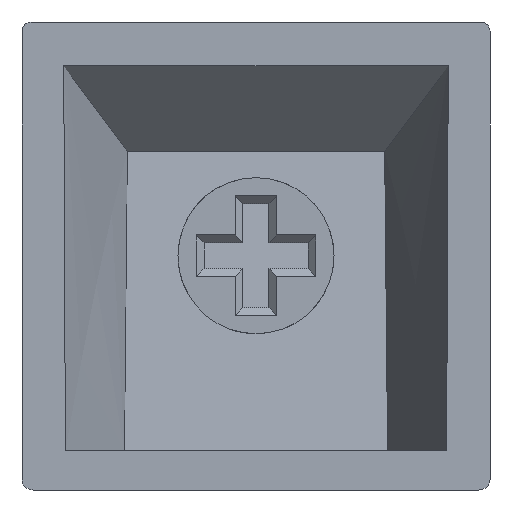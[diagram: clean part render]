
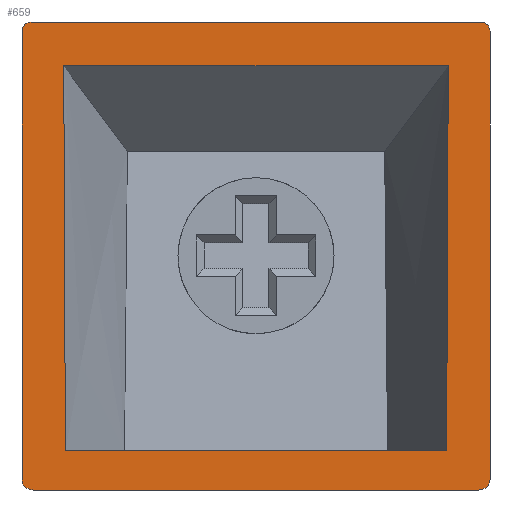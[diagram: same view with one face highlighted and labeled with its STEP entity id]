
A CAD part, front view. The second image highlights one B-rep face of the part: STEP entity #659.
In plain terms, the highlighted planar face has unit normal (0, -1, 0).
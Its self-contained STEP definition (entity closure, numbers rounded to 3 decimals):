
#659=ADVANCED_FACE('',(#660,#750),#794,.T.);
#660=FACE_BOUND('',#661,.T.);
#661=EDGE_LOOP('',(#662,#672,#686,#694,#708,#716,#730,#738));
#662=ORIENTED_EDGE('',*,*,#663,.T.);
#663=EDGE_CURVE('',#664,#666,#668,.F.);
#664=VERTEX_POINT('',#665);
#665=CARTESIAN_POINT('',(0.451,0.0,-18.0));
#666=VERTEX_POINT('',#667);
#667=CARTESIAN_POINT('',(17.549,0.0,-18.0));
#668=LINE('',#669,#670);
#669=CARTESIAN_POINT('',(0.0,0.0,-18.0));
#670=VECTOR('',#671,1.0);
#671=DIRECTION('',(-1.0,0.0,0.0));
#672=ORIENTED_EDGE('',*,*,#673,.T.);
#673=EDGE_CURVE('',#666,#674,#676,.T.);
#674=VERTEX_POINT('',#675);
#675=CARTESIAN_POINT('',(18.0,0.0,-17.6));
#676=B_SPLINE_CURVE_WITH_KNOTS('',2,(#677,#678,#679,#680,#681,#682,#683,#684,#685),.UNSPECIFIED.,.F.,.U.,(3,2,2,2,3),(0.0,0.25,0.5,0.75,1.0),.PIECEWISE_BEZIER_KNOTS.);
#677=CARTESIAN_POINT('',(17.549,0.0,-18.0));
#678=CARTESIAN_POINT('',(17.634,0.0,-18.0));
#679=CARTESIAN_POINT('',(17.714,0.0,-17.973));
#680=CARTESIAN_POINT('',(17.793,0.0,-17.946));
#681=CARTESIAN_POINT('',(17.858,0.0,-17.892));
#682=CARTESIAN_POINT('',(17.924,0.0,-17.838));
#683=CARTESIAN_POINT('',(17.962,0.0,-17.762));
#684=CARTESIAN_POINT('',(18.,0.0,-17.686));
#685=CARTESIAN_POINT('',(18.,0.0,-17.6));
#686=ORIENTED_EDGE('',*,*,#687,.T.);
#687=EDGE_CURVE('',#674,#688,#690,.F.);
#688=VERTEX_POINT('',#689);
#689=CARTESIAN_POINT('',(18.0,0.0,-0.379));
#690=LINE('',#691,#692);
#691=CARTESIAN_POINT('',(18.0,0.0,0.0));
#692=VECTOR('',#693,1.0);
#693=DIRECTION('',(0.0,0.0,-1.0));
#694=ORIENTED_EDGE('',*,*,#695,.T.);
#695=EDGE_CURVE('',#688,#696,#698,.T.);
#696=VERTEX_POINT('',#697);
#697=CARTESIAN_POINT('',(17.641,0.0,0.0));
#698=B_SPLINE_CURVE_WITH_KNOTS('',2,(#699,#700,#701,#702,#703,#704,#705,#706,#707),.UNSPECIFIED.,.F.,.U.,(3,2,2,2,3),(0.0,0.25,0.5,0.75,1.0),.PIECEWISE_BEZIER_KNOTS.);
#699=CARTESIAN_POINT('',(18.,0.0,-0.379));
#700=CARTESIAN_POINT('',(18.,0.0,-0.304));
#701=CARTESIAN_POINT('',(17.976,0.0,-0.235));
#702=CARTESIAN_POINT('',(17.952,0.0,-0.166));
#703=CARTESIAN_POINT('',(17.902,0.0,-0.111));
#704=CARTESIAN_POINT('',(17.854,0.0,-0.058));
#705=CARTESIAN_POINT('',(17.784,0.0,-0.028));
#706=CARTESIAN_POINT('',(17.718,0.0,0.));
#707=CARTESIAN_POINT('',(17.641,0.0,0.));
#708=ORIENTED_EDGE('',*,*,#709,.T.);
#709=EDGE_CURVE('',#696,#710,#712,.F.);
#710=VERTEX_POINT('',#711);
#711=CARTESIAN_POINT('',(0.359,0.0,0.0));
#712=LINE('',#713,#714);
#713=CARTESIAN_POINT('',(0.0,0.0,0.0));
#714=VECTOR('',#715,1.0);
#715=DIRECTION('',(1.0,0.0,0.0));
#716=ORIENTED_EDGE('',*,*,#717,.T.);
#717=EDGE_CURVE('',#710,#718,#720,.T.);
#718=VERTEX_POINT('',#719);
#719=CARTESIAN_POINT('',(0.0,0.0,-0.379));
#720=B_SPLINE_CURVE_WITH_KNOTS('',2,(#721,#722,#723,#724,#725,#726,#727,#728,#729),.UNSPECIFIED.,.F.,.U.,(3,2,2,2,3),(0.0,0.25,0.5,0.75,1.0),.PIECEWISE_BEZIER_KNOTS.);
#721=CARTESIAN_POINT('',(0.359,0.0,0.));
#722=CARTESIAN_POINT('',(0.284,0.0,0.));
#723=CARTESIAN_POINT('',(0.217,0.0,-0.028));
#724=CARTESIAN_POINT('',(0.15,0.0,-0.056));
#725=CARTESIAN_POINT('',(0.098,0.0,-0.111));
#726=CARTESIAN_POINT('',(0.05,0.0,-0.163));
#727=CARTESIAN_POINT('',(0.024,0.0,-0.235));
#728=CARTESIAN_POINT('',(0.,0.0,-0.302));
#729=CARTESIAN_POINT('',(0.,0.0,-0.379));
#730=ORIENTED_EDGE('',*,*,#731,.T.);
#731=EDGE_CURVE('',#718,#732,#734,.F.);
#732=VERTEX_POINT('',#733);
#733=CARTESIAN_POINT('',(0.0,0.0,-17.6));
#734=LINE('',#735,#736);
#735=CARTESIAN_POINT('',(0.0,0.0,0.0));
#736=VECTOR('',#737,1.0);
#737=DIRECTION('',(0.0,0.0,1.0));
#738=ORIENTED_EDGE('',*,*,#739,.T.);
#739=EDGE_CURVE('',#732,#664,#740,.T.);
#740=B_SPLINE_CURVE_WITH_KNOTS('',2,(#741,#742,#743,#744,#745,#746,#747,#748,#749),.UNSPECIFIED.,.F.,.U.,(3,2,2,2,3),(0.0,0.25,0.5,0.75,1.0),.PIECEWISE_BEZIER_KNOTS.);
#741=CARTESIAN_POINT('',(0.,0.0,-17.6));
#742=CARTESIAN_POINT('',(0.,0.0,-17.683));
#743=CARTESIAN_POINT('',(0.038,0.0,-17.761));
#744=CARTESIAN_POINT('',(0.074,0.0,-17.834));
#745=CARTESIAN_POINT('',(0.141,0.0,-17.892));
#746=CARTESIAN_POINT('',(0.203,0.0,-17.944));
#747=CARTESIAN_POINT('',(0.286,0.0,-17.973));
#748=CARTESIAN_POINT('',(0.364,0.0,-18.0));
#749=CARTESIAN_POINT('',(0.451,0.0,-18.0));
#750=FACE_BOUND('',#751,.T.);
#751=EDGE_LOOP('',(#752,#762,#775,#783));
#752=ORIENTED_EDGE('',*,*,#753,.T.);
#753=EDGE_CURVE('',#754,#756,#758,.T.);
#754=VERTEX_POINT('',#755);
#755=CARTESIAN_POINT('',(16.332,0.,-16.5));
#756=VERTEX_POINT('',#757);
#757=CARTESIAN_POINT('',(1.668,0.0,-16.5));
#758=LINE('',#759,#760);
#759=CARTESIAN_POINT('',(0.0,0.0,-16.5));
#760=VECTOR('',#761,1.0);
#761=DIRECTION('',(-1.0,0.0,0.0));
#762=ORIENTED_EDGE('',*,*,#763,.T.);
#763=EDGE_CURVE('',#756,#764,#766,.T.);
#764=VERTEX_POINT('',#765);
#765=CARTESIAN_POINT('',(1.606,0.,-1.689));
#766=B_SPLINE_CURVE_WITH_KNOTS('',3,(#767,#768,#769,#770,#771,#772,#773,#774),.UNSPECIFIED.,.F.,.U.,(4,2,2,4),(0.0,4.823,9.817,14.811),.UNSPECIFIED.);
#767=CARTESIAN_POINT('',(1.668,0.0,-16.5));
#768=CARTESIAN_POINT('',(1.658,0.0,-14.892));
#769=CARTESIAN_POINT('',(1.65,0.0,-13.285));
#770=CARTESIAN_POINT('',(1.635,0.0,-10.012));
#771=CARTESIAN_POINT('',(1.628,0.,-8.348));
#772=CARTESIAN_POINT('',(1.616,0.,-5.019));
#773=CARTESIAN_POINT('',(1.611,0.,-3.354));
#774=CARTESIAN_POINT('',(1.606,0.,-1.689));
#775=ORIENTED_EDGE('',*,*,#776,.T.);
#776=EDGE_CURVE('',#764,#777,#779,.T.);
#777=VERTEX_POINT('',#778);
#778=CARTESIAN_POINT('',(16.394,0.,-1.689));
#779=LINE('',#780,#781);
#780=CARTESIAN_POINT('',(0.0,0.0,-1.689));
#781=VECTOR('',#782,1.0);
#782=DIRECTION('',(1.0,0.0,0.0));
#783=ORIENTED_EDGE('',*,*,#784,.T.);
#784=EDGE_CURVE('',#777,#754,#785,.T.);
#785=B_SPLINE_CURVE_WITH_KNOTS('',3,(#786,#787,#788,#789,#790,#791,#792,#793),.UNSPECIFIED.,.F.,.U.,(4,2,2,4),(0.0,4.82,9.816,14.811),.UNSPECIFIED.);
#786=CARTESIAN_POINT('',(16.394,0.,-1.689));
#787=CARTESIAN_POINT('',(16.389,0.,-3.296));
#788=CARTESIAN_POINT('',(16.384,0.,-4.903));
#789=CARTESIAN_POINT('',(16.372,0.,-8.175));
#790=CARTESIAN_POINT('',(16.366,0.0,-9.84));
#791=CARTESIAN_POINT('',(16.35,0.0,-13.17));
#792=CARTESIAN_POINT('',(16.342,0.,-14.835));
#793=CARTESIAN_POINT('',(16.332,0.,-16.5));
#794=PLANE('',#795);
#795=AXIS2_PLACEMENT_3D('',#796,#797,#798);
#796=CARTESIAN_POINT('',(0.0,0.0,0.0));
#797=DIRECTION('',(0.0,-1.0,0.0));
#798=DIRECTION('',(0.0,0.0,-1.0));
